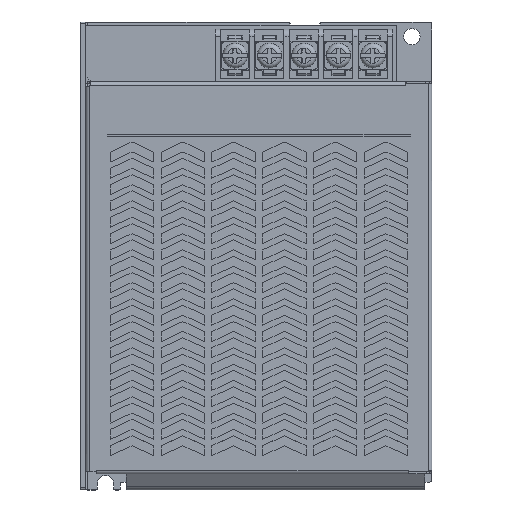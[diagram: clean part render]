
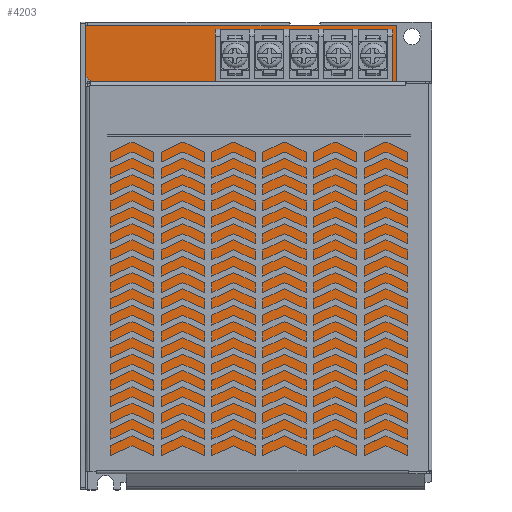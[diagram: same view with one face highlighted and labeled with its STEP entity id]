
A CAD part, top view. The second image highlights one B-rep face of the part: STEP entity #4203.
In plain terms, the highlighted planar face has unit normal (0, 0, 1).
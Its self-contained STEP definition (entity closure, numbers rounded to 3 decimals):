
#2202=FACE_BOUND('',#9516,.T.);
#2203=FACE_BOUND('',#9517,.T.);
#2599=CIRCLE('',#39463,1.665);
#4203=ADVANCED_FACE('',(#2202,#2203),#5842,.T.);
#5842=PLANE('',#39464);
#9516=EDGE_LOOP('',(#16879));
#9517=EDGE_LOOP('',(#16880,#16881,#16882,#16883,#16884,#16885,#16886,#16887,
#16888,#16889));
#16879=ORIENTED_EDGE('',*,*,#28190,.F.);
#16880=ORIENTED_EDGE('',*,*,#28191,.F.);
#16881=ORIENTED_EDGE('',*,*,#28180,.T.);
#16882=ORIENTED_EDGE('',*,*,#28186,.T.);
#16883=ORIENTED_EDGE('',*,*,#28189,.T.);
#16884=ORIENTED_EDGE('',*,*,#28192,.F.);
#16885=ORIENTED_EDGE('',*,*,#28193,.F.);
#16886=ORIENTED_EDGE('',*,*,#28179,.T.);
#16887=ORIENTED_EDGE('',*,*,#28174,.T.);
#16888=ORIENTED_EDGE('',*,*,#28194,.F.);
#16889=ORIENTED_EDGE('',*,*,#28195,.F.);
#23305=VERTEX_POINT('',#56388);
#23307=VERTEX_POINT('',#56391);
#23310=VERTEX_POINT('',#56398);
#23311=VERTEX_POINT('',#56403);
#23312=VERTEX_POINT('',#56404);
#23316=VERTEX_POINT('',#56414);
#23318=VERTEX_POINT('',#56420);
#23319=VERTEX_POINT('',#56424);
#23320=VERTEX_POINT('',#56426);
#23321=VERTEX_POINT('',#56428);
#23322=VERTEX_POINT('',#56431);
#28174=EDGE_CURVE('',#23307,#23305,#33305,.T.);
#28179=EDGE_CURVE('',#23310,#23307,#33310,.T.);
#28180=EDGE_CURVE('',#23311,#23312,#33311,.T.);
#28186=EDGE_CURVE('',#23312,#23316,#33317,.T.);
#28189=EDGE_CURVE('',#23316,#23318,#33320,.T.);
#28190=EDGE_CURVE('',#23319,#23319,#2599,.T.);
#28191=EDGE_CURVE('',#23311,#23320,#33321,.T.);
#28192=EDGE_CURVE('',#23321,#23318,#33322,.T.);
#28193=EDGE_CURVE('',#23310,#23321,#33323,.T.);
#28194=EDGE_CURVE('',#23322,#23305,#33324,.T.);
#28195=EDGE_CURVE('',#23320,#23322,#33325,.T.);
#33305=LINE('',#56390,#37153);
#33310=LINE('',#56400,#37158);
#33311=LINE('',#56402,#37159);
#33317=LINE('',#56415,#37165);
#33320=LINE('',#56421,#37168);
#33321=LINE('',#56425,#37169);
#33322=LINE('',#56427,#37170);
#33323=LINE('',#56429,#37171);
#33324=LINE('',#56430,#37172);
#33325=LINE('',#56432,#37173);
#37153=VECTOR('',#46437,1.);
#37158=VECTOR('',#46444,1.);
#37159=VECTOR('',#46447,1.);
#37165=VECTOR('',#46455,1.);
#37168=VECTOR('',#46460,1.);
#37169=VECTOR('',#46465,1.);
#37170=VECTOR('',#46466,1.);
#37171=VECTOR('',#46467,1.);
#37172=VECTOR('',#46468,1.);
#37173=VECTOR('',#46469,1.);
#39463=AXIS2_PLACEMENT_3D('',#56423,#46463,#46464);
#39464=AXIS2_PLACEMENT_3D('',#56433,#46470,#46471);
#46437=DIRECTION('',(0.,-1.,0.));
#46444=DIRECTION('',(-1.,0.,0.));
#46447=DIRECTION('',(0.,-1.,0.));
#46455=DIRECTION('',(1.,0.,0.));
#46460=DIRECTION('',(0.,1.,0.));
#46463=DIRECTION('',(0.,0.,1.));
#46464=DIRECTION('',(1.,0.,0.));
#46465=DIRECTION('',(1.,0.,0.));
#46466=DIRECTION('',(1.,0.,0.));
#46467=DIRECTION('',(0.,-1.,0.));
#46468=DIRECTION('',(-1.,0.,0.));
#46469=DIRECTION('',(0.,1.,0.));
#46470=DIRECTION('',(0.,0.,1.));
#46471=DIRECTION('',(1.,0.,0.));
#56388=CARTESIAN_POINT('',(-47.5,37.,1.6));
#56390=CARTESIAN_POINT('',(-47.5,61.,1.6));
#56391=CARTESIAN_POINT('',(-47.5,61.,1.6));
#56398=CARTESIAN_POINT('',(38.2,61.,1.6));
#56400=CARTESIAN_POINT('',(47.5,61.,1.6));
#56402=CARTESIAN_POINT('',(-47.5,61.,1.6));
#56403=CARTESIAN_POINT('',(-47.5,15.,1.6));
#56404=CARTESIAN_POINT('',(-47.5,-61.,1.6));
#56414=CARTESIAN_POINT('',(47.5,-61.,1.6));
#56415=CARTESIAN_POINT('',(-47.5,-61.,1.6));
#56420=CARTESIAN_POINT('',(47.5,45.,1.6));
#56421=CARTESIAN_POINT('',(47.5,-61.,1.6));
#56423=CARTESIAN_POINT('',(14.,32.,1.6));
#56424=CARTESIAN_POINT('',(15.665,32.,1.6));
#56425=CARTESIAN_POINT('',(-47.5,15.,1.6));
#56426=CARTESIAN_POINT('',(-46.,15.,1.6));
#56427=CARTESIAN_POINT('',(38.2,45.,1.6));
#56428=CARTESIAN_POINT('',(38.2,45.,1.6));
#56429=CARTESIAN_POINT('',(38.2,61.,1.6));
#56430=CARTESIAN_POINT('',(-46.,37.,1.6));
#56431=CARTESIAN_POINT('',(-46.,37.,1.6));
#56432=CARTESIAN_POINT('',(-46.,15.,1.6));
#56433=CARTESIAN_POINT('',(0.,0.,1.6));
